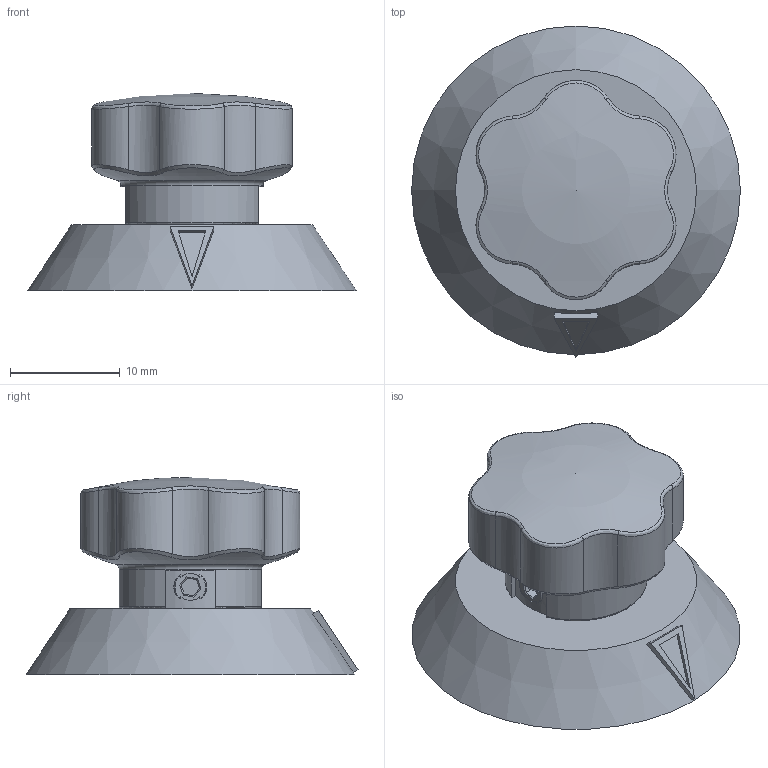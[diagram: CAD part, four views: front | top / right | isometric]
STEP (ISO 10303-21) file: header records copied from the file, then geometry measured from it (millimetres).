
FILE_DESCRIPTION(/* description */ ('File 3d .step'),/* implementation_level */ '2;1');
FILE_NAME(/* name */ '6129005_VBI_30_ø6',/* time_stamp */ '2019-08-26T11:22:24+02:00',/* author */ ('Zorzan D.'),/* organization */ ('Gamm Srl.'),/* preprocessor_version */ 'ST-DEVELOPER v16.7',/* originating_system */ 'DEX',/* authorisation */ $);
FILE_SCHEMA (('AUTOMOTIVE_DESIGN {1 0 10303 214 3 1 1}'));
Length unit declared in the file: millimetre
Products named in the file (1): 6129005_VBI_30_ø6
Bounding box: 30 x 30.3 x 18 mm (x, y, z)
Volume: 3487.9 mm3; surface area: 3363.4 mm2
Topology: 1 solids, 1 shells, 136 faces, 347 edges, 215 vertices
Faces by surface type: plane 59, bspline 30, cylinder 30, cone 9, torus 7, sphere 1
Full cylindrical faces by diameter (mm): 3 x1, 6 x1, 8.2 x1, 13 x1, 14.4 x1, 15 x1
Entity records: 5417 total; most frequent: CARTESIAN_POINT 1553, ORIENTED_EDGE 632, DIRECTION 499, EDGE_CURVE 316, VERTEX_POINT 205, AXIS2_PLACEMENT_3D 187, FACE_BOUND 171, EDGE_LOOP 170
